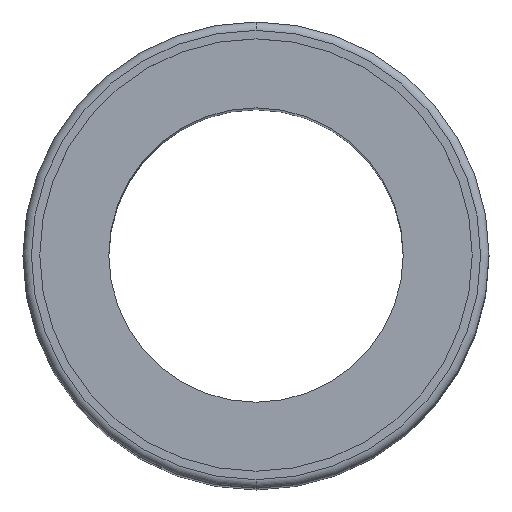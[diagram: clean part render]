
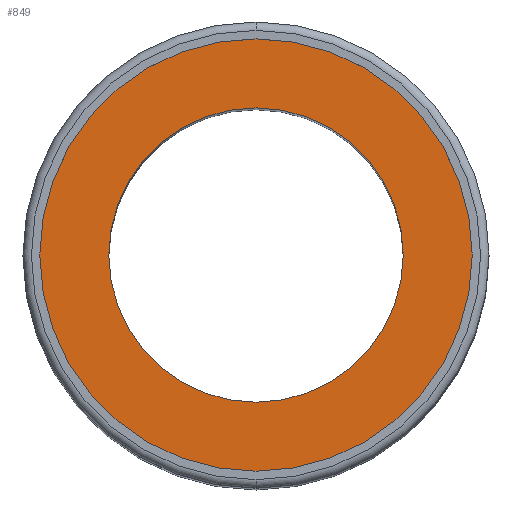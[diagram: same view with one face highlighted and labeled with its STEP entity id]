
A CAD part, top view. The second image highlights one B-rep face of the part: STEP entity #849.
In plain terms, the highlighted planar face has unit normal (0, 0, 1).
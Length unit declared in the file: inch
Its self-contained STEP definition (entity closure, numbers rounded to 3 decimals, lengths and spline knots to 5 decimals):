
#3 = EDGE_LOOP ( 'NONE', ( #637, #1089 ) ) ;
#133 = AXIS2_PLACEMENT_3D ( 'NONE', #689, #1314, #971 ) ;
#157 = DIRECTION ( 'NONE',  ( 0., 0., 1. ) ) ;
#196 = CIRCLE ( 'NONE', #945, 0.75 ) ;
#210 = FACE_OUTER_BOUND ( 'NONE', #976, .T. ) ;
#278 = VERTEX_POINT ( 'NONE', #392 ) ;
#307 = VERTEX_POINT ( 'NONE', #531 ) ;
#312 = DIRECTION ( 'NONE',  ( 0., 0., 1. ) ) ;
#317 = VERTEX_POINT ( 'NONE', #972 ) ;
#329 = DIRECTION ( 'NONE',  ( 0., 0., 1. ) ) ;
#340 = CARTESIAN_POINT ( 'NONE',  ( 0., 0., 2.8008 ) ) ;
#345 = DIRECTION ( 'NONE',  ( 0., -1., 0. ) ) ;
#373 = CIRCLE ( 'NONE', #1194, 0.75 ) ;
#392 = CARTESIAN_POINT ( 'NONE',  ( 0., -1.1016, 2.8008 ) ) ;
#441 = FACE_BOUND ( 'NONE', #3, .T. ) ;
#531 = CARTESIAN_POINT ( 'NONE',  ( 0., 1.1016, 2.8008 ) ) ;
#540 = PLANE ( 'NONE',  #604 ) ;
#604 = AXIS2_PLACEMENT_3D ( 'NONE', #640, #329, #928 ) ;
#620 = EDGE_CURVE ( 'NONE', #278, #307, #1056, .T. ) ;
#637 = ORIENTED_EDGE ( 'NONE', *, *, #910, .F. ) ;
#640 = CARTESIAN_POINT ( 'NONE',  ( 0., 0., 2.8008 ) ) ;
#689 = CARTESIAN_POINT ( 'NONE',  ( 0., 0., 2.8008 ) ) ;
#739 = DIRECTION ( 'NONE',  ( 0., -1., 0. ) ) ;
#760 = CARTESIAN_POINT ( 'NONE',  ( 0., 0., 2.8008 ) ) ;
#791 = CARTESIAN_POINT ( 'NONE',  ( 0., 0.75, 2.8008 ) ) ;
#803 = EDGE_CURVE ( 'NONE', #1048, #317, #373, .T. ) ;
#835 = ORIENTED_EDGE ( 'NONE', *, *, #620, .T. ) ;
#849 = ADVANCED_FACE ( 'NONE', ( #210, #441 ), #540, .T. ) ;
#910 = EDGE_CURVE ( 'NONE', #317, #1048, #196, .T. ) ;
#917 = AXIS2_PLACEMENT_3D ( 'NONE', #1257, #312, #739 ) ;
#928 = DIRECTION ( 'NONE',  ( 0., -1., 0. ) ) ;
#945 = AXIS2_PLACEMENT_3D ( 'NONE', #760, #157, #1288 ) ;
#961 = ORIENTED_EDGE ( 'NONE', *, *, #1208, .T. ) ;
#971 = DIRECTION ( 'NONE',  ( 0., -1., 0. ) ) ;
#972 = CARTESIAN_POINT ( 'NONE',  ( 0., -0.75, 2.8008 ) ) ;
#976 = EDGE_LOOP ( 'NONE', ( #835, #961 ) ) ;
#1027 = DIRECTION ( 'NONE',  ( 0., 0., 1. ) ) ;
#1048 = VERTEX_POINT ( 'NONE', #791 ) ;
#1056 = CIRCLE ( 'NONE', #133, 1.1016 ) ;
#1089 = ORIENTED_EDGE ( 'NONE', *, *, #803, .F. ) ;
#1122 = CIRCLE ( 'NONE', #917, 1.1016 ) ;
#1194 = AXIS2_PLACEMENT_3D ( 'NONE', #340, #1027, #345 ) ;
#1208 = EDGE_CURVE ( 'NONE', #307, #278, #1122, .T. ) ;
#1257 = CARTESIAN_POINT ( 'NONE',  ( 0., 0., 2.8008 ) ) ;
#1288 = DIRECTION ( 'NONE',  ( 0., -1., 0. ) ) ;
#1314 = DIRECTION ( 'NONE',  ( 0., 0., 1. ) ) ;
